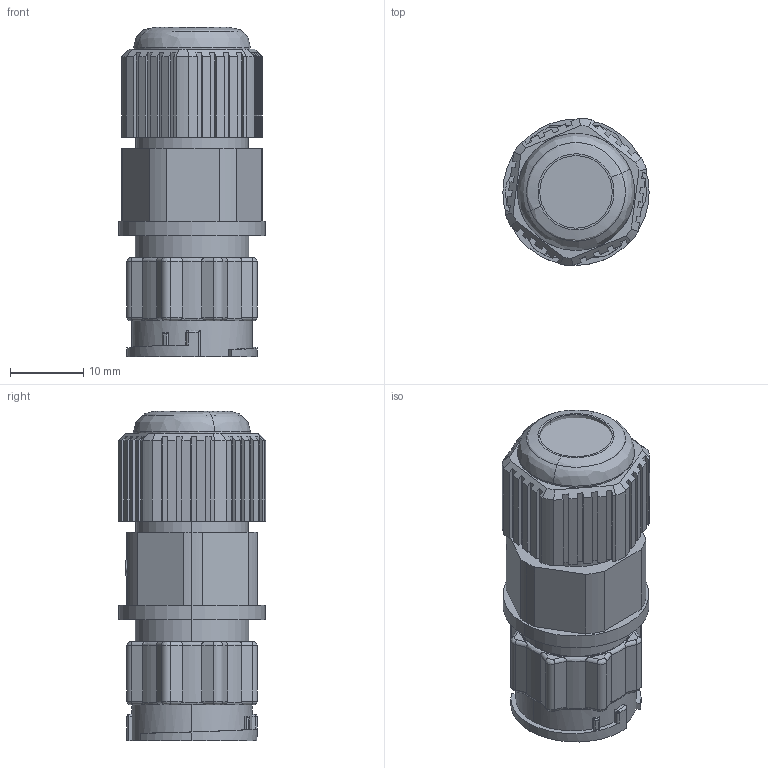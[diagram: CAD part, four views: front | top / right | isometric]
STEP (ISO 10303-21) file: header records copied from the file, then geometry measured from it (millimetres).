
FILE_DESCRIPTION (( 'STEP AP203' ), '1' );
FILE_NAME ('P307.STEP', '2020-04-01T02:54:47', ( 'edpusr' ), ( 'Microsoft' ), 'SwSTEP 2.0', 'SolidWorks 2015', '' );
FILE_SCHEMA (( 'CONFIG_CONTROL_DESIGN' ));
Length unit declared in the file: millimetre
Products named in the file (1): P307
Bounding box: 20 x 20.18 x 45 mm (x, y, z)
Volume: 10979.9 mm3; surface area: 7083.3 mm2
Topology: 3 solids, 3 shells, 539 faces, 1425 edges, 918 vertices
Faces by surface type: plane 270, cylinder 212, bspline 51, cone 6
Entity records: 17998 total; most frequent: CARTESIAN_POINT 4792, ORIENTED_EDGE 2840, DIRECTION 2665, EDGE_CURVE 1420, VERTEX_POINT 918, AXIS2_PLACEMENT_3D 915, VECTOR 835, LINE 835
